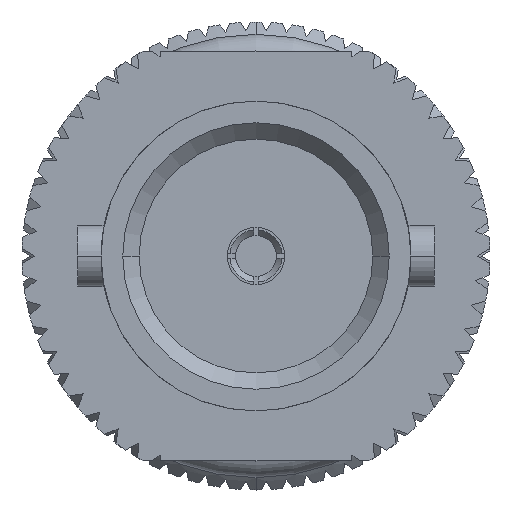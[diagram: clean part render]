
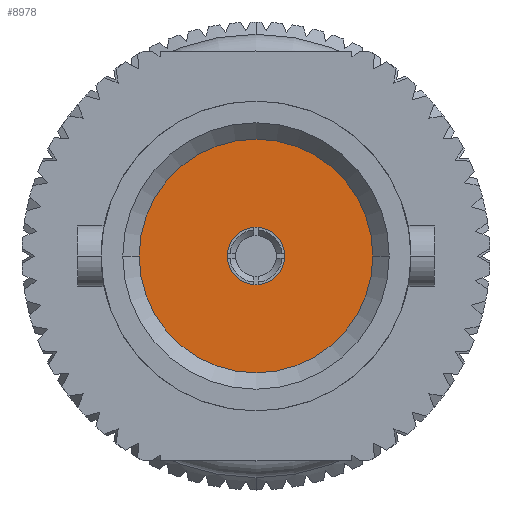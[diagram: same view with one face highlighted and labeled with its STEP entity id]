
A CAD part, left-side view. The second image highlights one B-rep face of the part: STEP entity #8978.
In plain terms, the highlighted planar face has unit normal (-1, 0, 0).
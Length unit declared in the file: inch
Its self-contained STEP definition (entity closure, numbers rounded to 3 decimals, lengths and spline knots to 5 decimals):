
#256 = EDGE_CURVE ( 'NONE', #14428, #8935, #6066, .T. ) ;
#375 = EDGE_LOOP ( 'NONE', ( #8362, #6569 ) ) ;
#1729 = ORIENTED_EDGE ( 'NONE', *, *, #5692, .T. ) ;
#3315 = PLANE ( 'NONE',  #14139 ) ;
#3863 = CARTESIAN_POINT ( 'NONE',  ( 0.38, -0.035, 0. ) ) ;
#4320 = DIRECTION ( 'NONE',  ( 1., 0., 0. ) ) ;
#4575 = AXIS2_PLACEMENT_3D ( 'NONE', #11718, #4320, #17857 ) ;
#4888 = CIRCLE ( 'NONE', #11740, 0.1425 ) ;
#5056 = CARTESIAN_POINT ( 'NONE',  ( 0.38, 0.1425, 0. ) ) ;
#5692 = EDGE_CURVE ( 'NONE', #13215, #12145, #16843, .T. ) ;
#6066 = CIRCLE ( 'NONE', #18525, 0.1425 ) ;
#6569 = ORIENTED_EDGE ( 'NONE', *, *, #14917, .T. ) ;
#6973 = EDGE_LOOP ( 'NONE', ( #15821, #1729 ) ) ;
#7962 = CARTESIAN_POINT ( 'NONE',  ( 0.38, 0., 0. ) ) ;
#8362 = ORIENTED_EDGE ( 'NONE', *, *, #256, .T. ) ;
#8935 = VERTEX_POINT ( 'NONE', #5056 ) ;
#8978 = ADVANCED_FACE ( 'NONE', ( #13815, #16643 ), #3315, .T. ) ;
#9349 = DIRECTION ( 'NONE',  ( -1., 0., 0. ) ) ;
#9389 = AXIS2_PLACEMENT_3D ( 'NONE', #16776, #17072, #13657 ) ;
#9704 = CARTESIAN_POINT ( 'NONE',  ( 0.38, 0.035, 0. ) ) ;
#10905 = DIRECTION ( 'NONE',  ( 0., 0., 1. ) ) ;
#11718 = CARTESIAN_POINT ( 'NONE',  ( 0.38, 0., 0. ) ) ;
#11740 = AXIS2_PLACEMENT_3D ( 'NONE', #7962, #15742, #17101 ) ;
#12145 = VERTEX_POINT ( 'NONE', #9704 ) ;
#12976 = CIRCLE ( 'NONE', #4575, 0.035 ) ;
#13215 = VERTEX_POINT ( 'NONE', #3863 ) ;
#13657 = DIRECTION ( 'NONE',  ( 0., 1., 0. ) ) ;
#13721 = EDGE_CURVE ( 'NONE', #12145, #13215, #12976, .T. ) ;
#13815 = FACE_BOUND ( 'NONE', #6973, .T. ) ;
#14139 = AXIS2_PLACEMENT_3D ( 'NONE', #18218, #9349, #10905 ) ;
#14428 = VERTEX_POINT ( 'NONE', #16922 ) ;
#14917 = EDGE_CURVE ( 'NONE', #8935, #14428, #4888, .T. ) ;
#15742 = DIRECTION ( 'NONE',  ( -1., 0., 0. ) ) ;
#15821 = ORIENTED_EDGE ( 'NONE', *, *, #13721, .T. ) ;
#16130 = DIRECTION ( 'NONE',  ( 0., -1., 0. ) ) ;
#16317 = CARTESIAN_POINT ( 'NONE',  ( 0.38, 0., 0. ) ) ;
#16643 = FACE_OUTER_BOUND ( 'NONE', #375, .T. ) ;
#16776 = CARTESIAN_POINT ( 'NONE',  ( 0.38, 0., 0. ) ) ;
#16843 = CIRCLE ( 'NONE', #9389, 0.035 ) ;
#16922 = CARTESIAN_POINT ( 'NONE',  ( 0.38, -0.1425, 0. ) ) ;
#17072 = DIRECTION ( 'NONE',  ( 1., 0., 0. ) ) ;
#17101 = DIRECTION ( 'NONE',  ( 0., -1., 0. ) ) ;
#17596 = DIRECTION ( 'NONE',  ( -1., 0., 0. ) ) ;
#17857 = DIRECTION ( 'NONE',  ( 0., 1., 0. ) ) ;
#18218 = CARTESIAN_POINT ( 'NONE',  ( 0.38, 0., 0. ) ) ;
#18525 = AXIS2_PLACEMENT_3D ( 'NONE', #16317, #17596, #16130 ) ;
